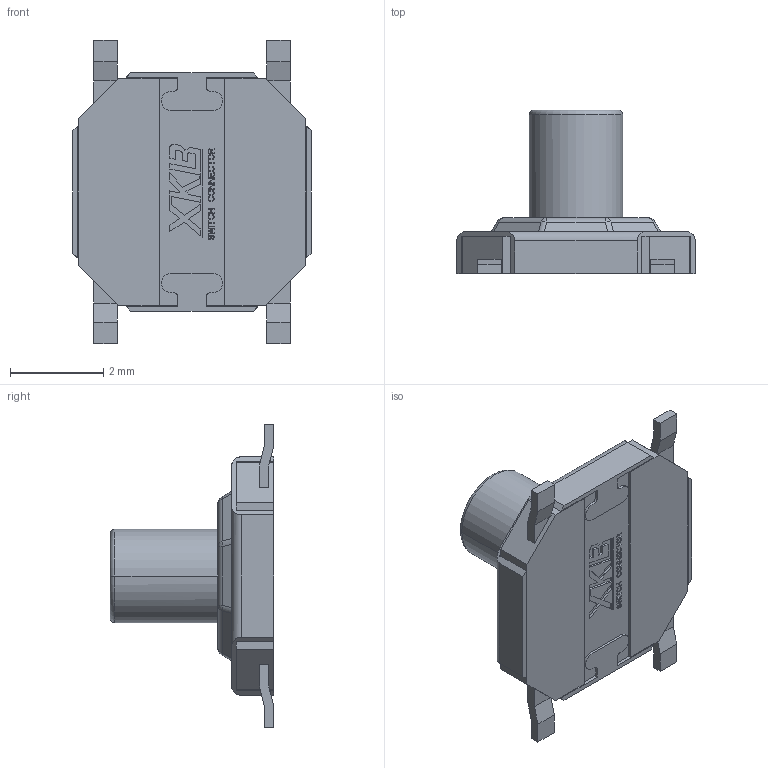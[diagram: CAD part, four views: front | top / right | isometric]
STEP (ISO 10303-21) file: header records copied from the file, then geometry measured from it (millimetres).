
FILE_DESCRIPTION(('STEP AP242'),'1');
FILE_NAME('ts-1187a-c-g-b.stp','2021-05-12T04:48:19',('TraceParts'),('TraceParts S.A.'),'Spatial InterOp 3D',' ',' ');
FILE_SCHEMA(('AP242_MANAGED_MODEL_BASED_3D_ENGINEERING_MIM_LF {1 0 10303 442 1 1 4}'));
Length unit declared in the file: millimetre
Products named in the file (1): ts-1187a-c-g-b
Bounding box: 5.1 x 3.5 x 6.5 mm (x, y, z)
Volume: 31 mm3; surface area: 107.6 mm2
Topology: 1 solids, 1 shells, 585 faces, 1642 edges, 1082 vertices
Faces by surface type: plane 531, cylinder 42, sphere 8, torus 4
Entity records: 18541 total; most frequent: CARTESIAN_POINT 3390, ORIENTED_EDGE 3284, DIRECTION 2876, EDGE_CURVE 1642, LINE 1548, VECTOR 1548, VERTEX_POINT 1082, AXIS2_PLACEMENT_3D 664
